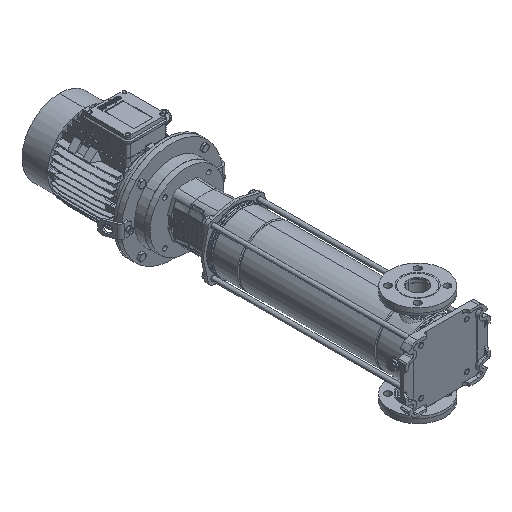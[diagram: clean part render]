
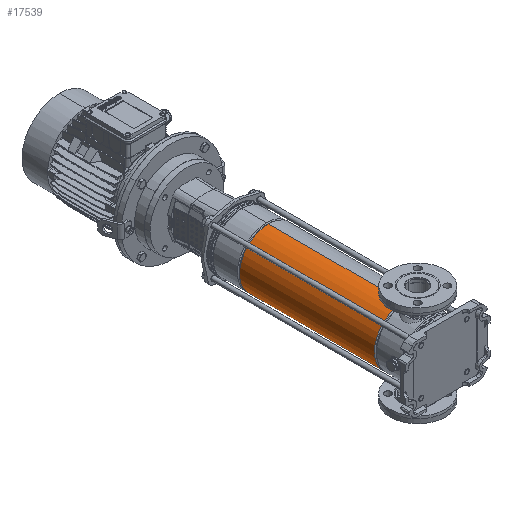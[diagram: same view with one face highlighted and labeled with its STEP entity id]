
A CAD part, isometric view. The second image highlights one B-rep face of the part: STEP entity #17539.
In plain terms, the highlighted cylindrical face has radius 85.9 mm (diameter 171.8 mm), a partial arc.
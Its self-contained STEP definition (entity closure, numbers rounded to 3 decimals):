
#3811 = CARTESIAN_POINT ( 'NONE',  ( 85.9, 0., 0. ) ) ;
#9195 = AXIS2_PLACEMENT_3D ( 'NONE', #82739, #61254, #83699 ) ;
#9746 = ORIENTED_EDGE ( 'NONE', *, *, #93364, .T. ) ;
#10838 = EDGE_LOOP ( 'NONE', ( #83710, #9746, #87839, #69574 ) ) ;
#14582 = DIRECTION ( 'NONE',  ( 0., 0., -1. ) ) ;
#15927 = CARTESIAN_POINT ( 'NONE',  ( 0., 0., 495.103 ) ) ;
#16742 = LINE ( 'NONE', #3811, #64579 ) ;
#17370 = FACE_OUTER_BOUND ( 'NONE', #10838, .T. ) ;
#17539 = ADVANCED_FACE ( 'NONE', ( #17370 ), #39264, .T. ) ;
#18816 = EDGE_CURVE ( 'NONE', #81913, #46149, #16742, .T. ) ;
#26447 = CARTESIAN_POINT ( 'NONE',  ( 85.9, 0., 93.897 ) ) ;
#26966 = CARTESIAN_POINT ( 'NONE',  ( 85.9, 0., 495.103 ) ) ;
#30750 = VERTEX_POINT ( 'NONE', #40931 ) ;
#30820 = DIRECTION ( 'NONE',  ( 0., 0., -1. ) ) ;
#37105 = EDGE_CURVE ( 'NONE', #30750, #76669, #60778, .T. ) ;
#39264 = CYLINDRICAL_SURFACE ( 'NONE', #63030, 85.9 ) ;
#40931 = CARTESIAN_POINT ( 'NONE',  ( -85.9, 0., 495.103 ) ) ;
#42611 = AXIS2_PLACEMENT_3D ( 'NONE', #15927, #53689, #44791 ) ;
#44791 = DIRECTION ( 'NONE',  ( -1., 0., 0. ) ) ;
#46149 = VERTEX_POINT ( 'NONE', #26447 ) ;
#46461 = VECTOR ( 'NONE', #14582, 1000. ) ;
#47575 = DIRECTION ( 'NONE',  ( 0., 0., -1. ) ) ;
#47714 = DIRECTION ( 'NONE',  ( -1., 0., 0. ) ) ;
#48927 = CIRCLE ( 'NONE', #42611, 85.9 ) ;
#53689 = DIRECTION ( 'NONE',  ( 0., 0., -1. ) ) ;
#60778 = LINE ( 'NONE', #97653, #46461 ) ;
#61254 = DIRECTION ( 'NONE',  ( 0., 0., -1. ) ) ;
#63030 = AXIS2_PLACEMENT_3D ( 'NONE', #69586, #30820, #47714 ) ;
#64579 = VECTOR ( 'NONE', #47575, 1000. ) ;
#69525 = CIRCLE ( 'NONE', #9195, 85.9 ) ;
#69574 = ORIENTED_EDGE ( 'NONE', *, *, #93025, .F. ) ;
#69586 = CARTESIAN_POINT ( 'NONE',  ( 0., 0., 0. ) ) ;
#72672 = CARTESIAN_POINT ( 'NONE',  ( -85.9, 0., 93.897 ) ) ;
#76669 = VERTEX_POINT ( 'NONE', #72672 ) ;
#81913 = VERTEX_POINT ( 'NONE', #26966 ) ;
#82739 = CARTESIAN_POINT ( 'NONE',  ( 0., 0., 93.897 ) ) ;
#83699 = DIRECTION ( 'NONE',  ( -1., 0., 0. ) ) ;
#83710 = ORIENTED_EDGE ( 'NONE', *, *, #18816, .F. ) ;
#87839 = ORIENTED_EDGE ( 'NONE', *, *, #37105, .T. ) ;
#93025 = EDGE_CURVE ( 'NONE', #46149, #76669, #69525, .T. ) ;
#93364 = EDGE_CURVE ( 'NONE', #81913, #30750, #48927, .T. ) ;
#97653 = CARTESIAN_POINT ( 'NONE',  ( -85.9, 0., 0. ) ) ;
